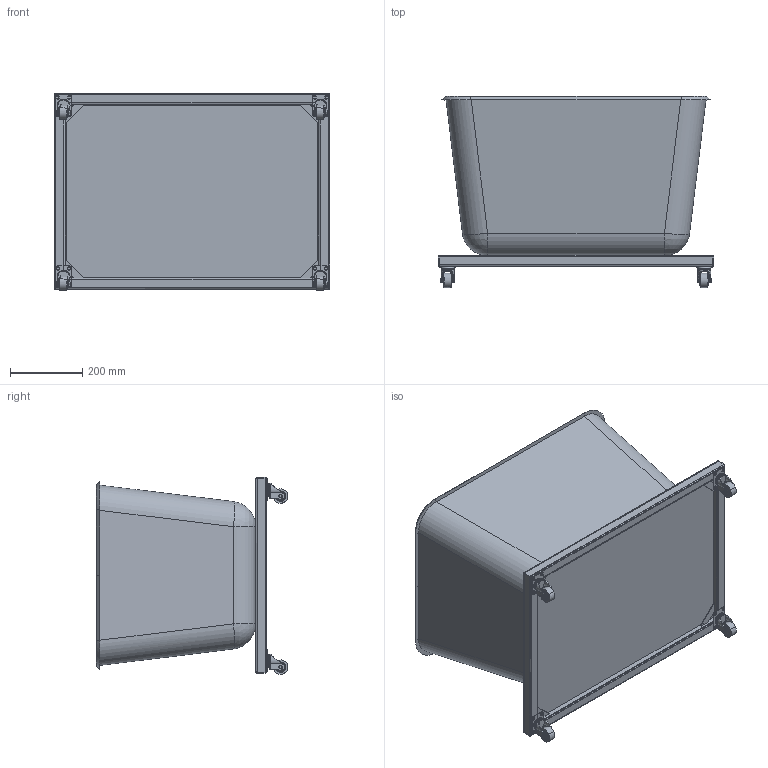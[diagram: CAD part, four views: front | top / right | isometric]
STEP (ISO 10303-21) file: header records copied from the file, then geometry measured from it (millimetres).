
FILE_DESCRIPTION (( 'STEP AP203' ), '1' );
FILE_NAME ('Shredding trolley.STEP', '2019-12-26T21:45:43', ( '' ), ( '' ), 'SwSTEP 2.0', 'SolidWorks 2016', '' );
FILE_SCHEMA (( 'CONFIG_CONTROL_DESIGN' ));
Length unit declared in the file: millimetre
Products named in the file (1): Shredding trolley
Bounding box: 760 x 528.76 x 543.96 mm (x, y, z)
Volume: 16775597 mm3; surface area: 3632182.5 mm2
Topology: 70 solids, 70 shells, 912 faces, 2107 edges, 1340 vertices
Faces by surface type: cylinder 389, plane 387, cone 96, bspline 32, sphere 8
Entity records: 27759 total; most frequent: CARTESIAN_POINT 7116, DIRECTION 4282, ORIENTED_EDGE 4198, EDGE_CURVE 2099, AXIS2_PLACEMENT_3D 1666, VERTEX_POINT 1340, EDGE_LOOP 1061, LINE 950
